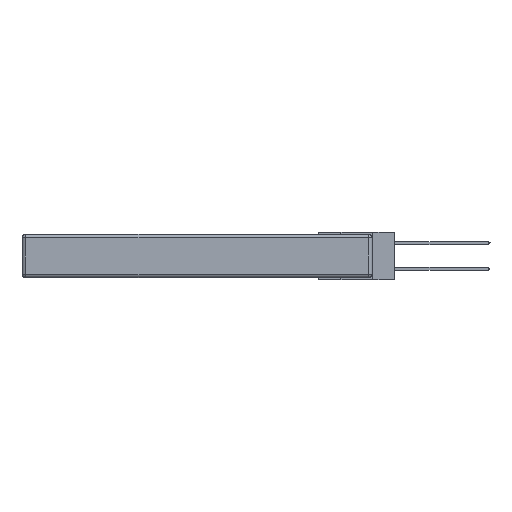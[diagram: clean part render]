
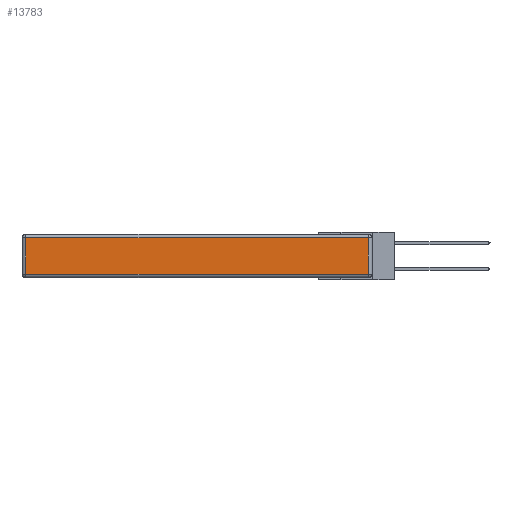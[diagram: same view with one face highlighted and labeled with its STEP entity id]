
A CAD part, left-side view. The second image highlights one B-rep face of the part: STEP entity #13783.
In plain terms, the highlighted planar face has unit normal (-1, 0, 0).
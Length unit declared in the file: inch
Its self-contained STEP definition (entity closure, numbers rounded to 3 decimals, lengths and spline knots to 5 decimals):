
#623 = EDGE_CURVE ( 'NONE', #5992, #16112, #8513, .T. ) ;
#1047 = CARTESIAN_POINT ( 'NONE',  ( 0., 2.72, -0.03 ) ) ;
#1285 = EDGE_CURVE ( 'NONE', #7384, #5992, #12701, .T. ) ;
#1833 = CARTESIAN_POINT ( 'NONE',  ( 0., 0.03, -0.03 ) ) ;
#1961 = EDGE_CURVE ( 'NONE', #16112, #7190, #15401, .T. ) ;
#2247 = VECTOR ( 'NONE', #2527, 39.37008 ) ;
#2527 = DIRECTION ( 'NONE',  ( 0., 0., -1. ) ) ;
#3821 = ORIENTED_EDGE ( 'NONE', *, *, #623, .T. ) ;
#4134 = CARTESIAN_POINT ( 'NONE',  ( 0., 2.72, -0.343 ) ) ;
#5824 = DIRECTION ( 'NONE',  ( 0., -1., 0. ) ) ;
#5950 = CARTESIAN_POINT ( 'NONE',  ( 0., 0., -0.313 ) ) ;
#5992 = VERTEX_POINT ( 'NONE', #1047 ) ;
#6515 = FACE_OUTER_BOUND ( 'NONE', #16299, .T. ) ;
#6639 = CARTESIAN_POINT ( 'NONE',  ( 0., 0.03, -0.343 ) ) ;
#7190 = VERTEX_POINT ( 'NONE', #12682 ) ;
#7384 = VERTEX_POINT ( 'NONE', #1833 ) ;
#7740 = DIRECTION ( 'NONE',  ( 0., 1., 0. ) ) ;
#8291 = CARTESIAN_POINT ( 'NONE',  ( 0., 2.72, -0.313 ) ) ;
#8513 = LINE ( 'NONE', #4134, #2247 ) ;
#8733 = LINE ( 'NONE', #6639, #14428 ) ;
#9256 = CARTESIAN_POINT ( 'NONE',  ( 0., 2.75, -0.03 ) ) ;
#10019 = AXIS2_PLACEMENT_3D ( 'NONE', #18058, #11761, #18201 ) ;
#10241 = PLANE ( 'NONE',  #10019 ) ;
#11761 = DIRECTION ( 'NONE',  ( -1., 0., 0. ) ) ;
#12682 = CARTESIAN_POINT ( 'NONE',  ( 0., 0.03, -0.313 ) ) ;
#12701 = LINE ( 'NONE', #9256, #16392 ) ;
#13279 = ORIENTED_EDGE ( 'NONE', *, *, #1285, .T. ) ;
#13783 = ADVANCED_FACE ( 'NONE', ( #6515 ), #10241, .T. ) ;
#14428 = VECTOR ( 'NONE', #19177, 39.37008 ) ;
#14886 = EDGE_CURVE ( 'NONE', #7190, #7384, #8733, .T. ) ;
#15401 = LINE ( 'NONE', #5950, #16615 ) ;
#16112 = VERTEX_POINT ( 'NONE', #8291 ) ;
#16299 = EDGE_LOOP ( 'NONE', ( #20473, #18894, #13279, #3821 ) ) ;
#16392 = VECTOR ( 'NONE', #7740, 39.37008 ) ;
#16615 = VECTOR ( 'NONE', #5824, 39.37008 ) ;
#18058 = CARTESIAN_POINT ( 'NONE',  ( 0., 0., -0.343 ) ) ;
#18201 = DIRECTION ( 'NONE',  ( 0., 0., 1. ) ) ;
#18894 = ORIENTED_EDGE ( 'NONE', *, *, #14886, .T. ) ;
#19177 = DIRECTION ( 'NONE',  ( 0., 0., 1. ) ) ;
#20473 = ORIENTED_EDGE ( 'NONE', *, *, #1961, .T. ) ;
